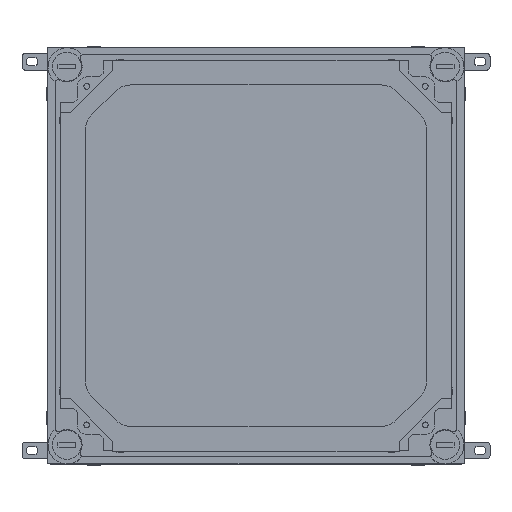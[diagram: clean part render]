
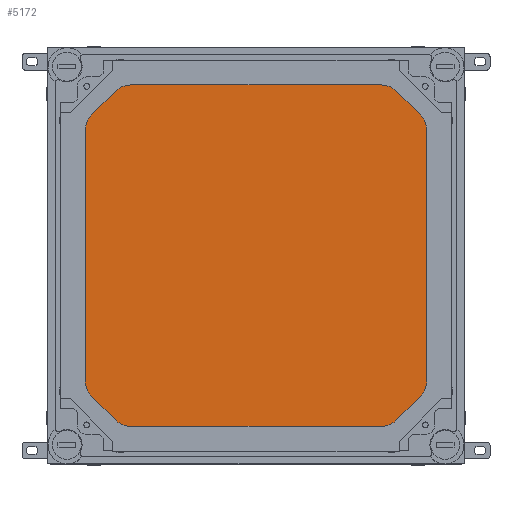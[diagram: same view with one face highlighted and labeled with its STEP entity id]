
A CAD part, top view. The second image highlights one B-rep face of the part: STEP entity #5172.
In plain terms, the highlighted planar face has unit normal (0, 0, 1).
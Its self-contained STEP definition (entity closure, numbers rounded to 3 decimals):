
#5172 = ADVANCED_FACE( '', ( #11681 ), #11682, .T. );
#11681 = FACE_OUTER_BOUND( '', #20735, .T. );
#11682 = PLANE( '', #20736 );
#20735 = EDGE_LOOP( '', ( #37313, #37314, #37315, #37316, #37317, #37318, #37319, #37320, #37321, #37322, #37323, #37324, #37325, #37326, #37327, #37328 ) );
#20736 = AXIS2_PLACEMENT_3D( '', #37329, #37330, #37331 );
#37313 = ORIENTED_EDGE( '', *, *, #52512, .T. );
#37314 = ORIENTED_EDGE( '', *, *, #51579, .T. );
#37315 = ORIENTED_EDGE( '', *, *, #52513, .T. );
#37316 = ORIENTED_EDGE( '', *, *, #52165, .T. );
#37317 = ORIENTED_EDGE( '', *, *, #48305, .T. );
#37318 = ORIENTED_EDGE( '', *, *, #52514, .T. );
#37319 = ORIENTED_EDGE( '', *, *, #52515, .T. );
#37320 = ORIENTED_EDGE( '', *, *, #48187, .T. );
#37321 = ORIENTED_EDGE( '', *, *, #46556, .T. );
#37322 = ORIENTED_EDGE( '', *, *, #48515, .T. );
#37323 = ORIENTED_EDGE( '', *, *, #47051, .T. );
#37324 = ORIENTED_EDGE( '', *, *, #52516, .T. );
#37325 = ORIENTED_EDGE( '', *, *, #48641, .T. );
#37326 = ORIENTED_EDGE( '', *, *, #50404, .T. );
#37327 = ORIENTED_EDGE( '', *, *, #50958, .T. );
#37328 = ORIENTED_EDGE( '', *, *, #52517, .T. );
#37329 = CARTESIAN_POINT( '', ( 42., 287.126, 16. ) );
#37330 = DIRECTION( '', ( 0., 0., 1. ) );
#37331 = DIRECTION( '', ( 1., 0., 0. ) );
#46556 = EDGE_CURVE( '', #55127, #55125, #55128, .T. );
#47051 = EDGE_CURVE( '', #55996, #55994, #55997, .T. );
#48187 = EDGE_CURVE( '', #57964, #55127, #57965, .T. );
#48305 = EDGE_CURVE( '', #58169, #58167, #58170, .T. );
#48515 = EDGE_CURVE( '', #55125, #55996, #58524, .T. );
#48641 = EDGE_CURVE( '', #58737, #58735, #58738, .T. );
#50404 = EDGE_CURVE( '', #58735, #61567, #61569, .T. );
#50958 = EDGE_CURVE( '', #61567, #62393, #62395, .T. );
#51579 = EDGE_CURVE( '', #63264, #63262, #63265, .T. );
#52165 = EDGE_CURVE( '', #64065, #58169, #64066, .T. );
#52512 = EDGE_CURVE( '', #64506, #63264, #64507, .T. );
#52513 = EDGE_CURVE( '', #63262, #64065, #64508, .T. );
#52514 = EDGE_CURVE( '', #58167, #64509, #64510, .T. );
#52515 = EDGE_CURVE( '', #64509, #57964, #64511, .T. );
#52516 = EDGE_CURVE( '', #55994, #58737, #64512, .T. );
#52517 = EDGE_CURVE( '', #62393, #64506, #64513, .T. );
#55125 = VERTEX_POINT( '', #67618 );
#55127 = VERTEX_POINT( '', #67621 );
#55128 = CIRCLE( '', #67622, 20. );
#55994 = VERTEX_POINT( '', #68779 );
#55996 = VERTEX_POINT( '', #68782 );
#55997 = CIRCLE( '', #68783, 20. );
#57964 = VERTEX_POINT( '', #71419 );
#57965 = LINE( '', #71420, #71421 );
#58167 = VERTEX_POINT( '', #71700 );
#58169 = VERTEX_POINT( '', #71703 );
#58170 = CIRCLE( '', #71704, 20. );
#58524 = LINE( '', #72175, #72176 );
#58735 = VERTEX_POINT( '', #72452 );
#58737 = VERTEX_POINT( '', #72455 );
#58738 = CIRCLE( '', #72456, 20. );
#61567 = VERTEX_POINT( '', #76237 );
#61569 = LINE( '', #76240, #76241 );
#62393 = VERTEX_POINT( '', #77397 );
#62395 = CIRCLE( '', #77400, 20. );
#63262 = VERTEX_POINT( '', #78585 );
#63264 = VERTEX_POINT( '', #78588 );
#63265 = LINE( '', #78589, #78590 );
#64065 = VERTEX_POINT( '', #79725 );
#64066 = LINE( '', #79726, #79727 );
#64506 = VERTEX_POINT( '', #80346 );
#64507 = CIRCLE( '', #80347, 20. );
#64508 = CIRCLE( '', #80348, 20. );
#64509 = VERTEX_POINT( '', #80349 );
#64510 = LINE( '', #80350, #80351 );
#64511 = CIRCLE( '', #80352, 20. );
#64512 = LINE( '', #80353, #80354 );
#64513 = LINE( '', #80355, #80356 );
#67618 = CARTESIAN_POINT( '', ( 328., 62.874, 16. ) );
#67621 = CARTESIAN_POINT( '', ( 322.142, 48.732, 16. ) );
#67622 = AXIS2_PLACEMENT_3D( '', #83773, #83774, #83775 );
#68779 = CARTESIAN_POINT( '', ( 322.142, 301.268, 16. ) );
#68782 = CARTESIAN_POINT( '', ( 328., 287.126, 16. ) );
#68783 = AXIS2_PLACEMENT_3D( '', #84377, #84378, #84379 );
#71419 = CARTESIAN_POINT( '', ( 301.268, 27.858, 16. ) );
#71420 = CARTESIAN_POINT( '', ( 301.268, 27.858, 16. ) );
#71421 = VECTOR( '', #85817, 1000. );
#71700 = CARTESIAN_POINT( '', ( 62.874, 22., 16. ) );
#71703 = CARTESIAN_POINT( '', ( 48.732, 27.858, 16. ) );
#71704 = AXIS2_PLACEMENT_3D( '', #85947, #85948, #85949 );
#72175 = CARTESIAN_POINT( '', ( 328., 62.874, 16. ) );
#72176 = VECTOR( '', #86214, 1000. );
#72452 = CARTESIAN_POINT( '', ( 287.126, 328., 16. ) );
#72455 = CARTESIAN_POINT( '', ( 301.268, 322.142, 16. ) );
#72456 = AXIS2_PLACEMENT_3D( '', #86386, #86387, #86388 );
#76237 = CARTESIAN_POINT( '', ( 62.874, 328., 16. ) );
#76240 = CARTESIAN_POINT( '', ( 287.126, 328., 16. ) );
#76241 = VECTOR( '', #88914, 1000. );
#77397 = CARTESIAN_POINT( '', ( 48.732, 322.142, 16. ) );
#77400 = AXIS2_PLACEMENT_3D( '', #89479, #89480, #89481 );
#78585 = CARTESIAN_POINT( '', ( 22., 62.874, 16. ) );
#78588 = CARTESIAN_POINT( '', ( 22., 287.126, 16. ) );
#78589 = CARTESIAN_POINT( '', ( 22., 287.126, 16. ) );
#78590 = VECTOR( '', #90137, 1000. );
#79725 = CARTESIAN_POINT( '', ( 27.858, 48.732, 16. ) );
#79726 = CARTESIAN_POINT( '', ( 27.858, 48.732, 16. ) );
#79727 = VECTOR( '', #90704, 1000. );
#80346 = CARTESIAN_POINT( '', ( 27.858, 301.268, 16. ) );
#80347 = AXIS2_PLACEMENT_3D( '', #91025, #91026, #91027 );
#80348 = AXIS2_PLACEMENT_3D( '', #91028, #91029, #91030 );
#80349 = CARTESIAN_POINT( '', ( 287.126, 22., 16. ) );
#80350 = CARTESIAN_POINT( '', ( 62.874, 22., 16. ) );
#80351 = VECTOR( '', #91031, 1000. );
#80352 = AXIS2_PLACEMENT_3D( '', #91032, #91033, #91034 );
#80353 = CARTESIAN_POINT( '', ( 322.142, 301.268, 16. ) );
#80354 = VECTOR( '', #91035, 1000. );
#80355 = CARTESIAN_POINT( '', ( 48.732, 322.142, 16. ) );
#80356 = VECTOR( '', #91036, 1000. );
#83773 = CARTESIAN_POINT( '', ( 308., 62.874, 16. ) );
#83774 = DIRECTION( '', ( 0., 0., 1. ) );
#83775 = DIRECTION( '', ( 1., 0., 0. ) );
#84377 = CARTESIAN_POINT( '', ( 308., 287.126, 16. ) );
#84378 = DIRECTION( '', ( 0., 0., 1. ) );
#84379 = DIRECTION( '', ( 1., 0., 0. ) );
#85817 = DIRECTION( '', ( 0.707, 0.707, 0. ) );
#85947 = CARTESIAN_POINT( '', ( 62.874, 42., 16. ) );
#85948 = DIRECTION( '', ( 0., 0., 1. ) );
#85949 = DIRECTION( '', ( 1., 0., 0. ) );
#86214 = DIRECTION( '', ( 0., 1., 0. ) );
#86386 = CARTESIAN_POINT( '', ( 287.126, 308., 16. ) );
#86387 = DIRECTION( '', ( 0., 0., 1. ) );
#86388 = DIRECTION( '', ( 1., 0., 0. ) );
#88914 = DIRECTION( '', ( -1., 0., 0. ) );
#89479 = CARTESIAN_POINT( '', ( 62.874, 308., 16. ) );
#89480 = DIRECTION( '', ( 0., 0., 1. ) );
#89481 = DIRECTION( '', ( 1., 0., 0. ) );
#90137 = DIRECTION( '', ( 0., -1., 0. ) );
#90704 = DIRECTION( '', ( 0.707, -0.707, 0. ) );
#91025 = CARTESIAN_POINT( '', ( 42., 287.126, 16. ) );
#91026 = DIRECTION( '', ( 0., 0., 1. ) );
#91027 = DIRECTION( '', ( 1., 0., 0. ) );
#91028 = CARTESIAN_POINT( '', ( 42., 62.874, 16. ) );
#91029 = DIRECTION( '', ( 0., 0., 1. ) );
#91030 = DIRECTION( '', ( 1., 0., 0. ) );
#91031 = DIRECTION( '', ( 1., 0., 0. ) );
#91032 = CARTESIAN_POINT( '', ( 287.126, 42., 16. ) );
#91033 = DIRECTION( '', ( 0., 0., 1. ) );
#91034 = DIRECTION( '', ( 1., 0., 0. ) );
#91035 = DIRECTION( '', ( -0.707, 0.707, 0. ) );
#91036 = DIRECTION( '', ( -0.707, -0.707, 0. ) );
